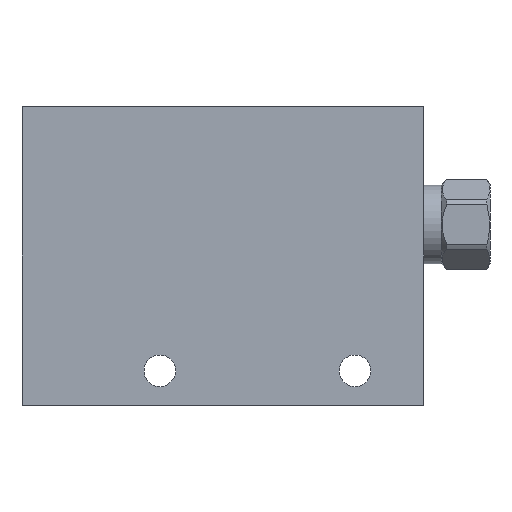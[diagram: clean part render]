
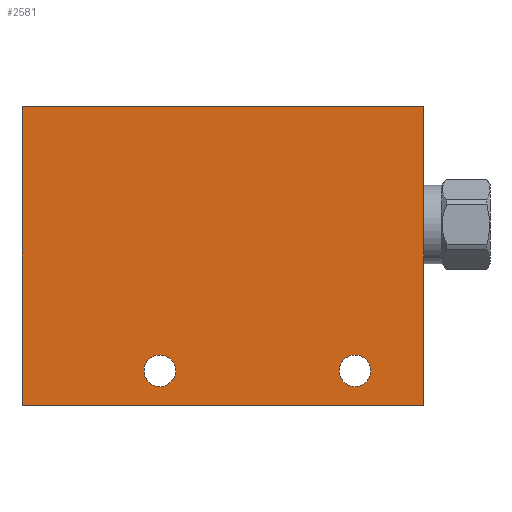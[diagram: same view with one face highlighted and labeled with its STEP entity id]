
A CAD part, front view. The second image highlights one B-rep face of the part: STEP entity #2581.
In plain terms, the highlighted planar face has unit normal (0, -1, 0).
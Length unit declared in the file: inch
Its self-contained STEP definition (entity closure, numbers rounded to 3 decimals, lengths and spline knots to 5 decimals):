
#5=DIRECTION('',(1.,0.,0.));
#6=VECTOR('',#5,4.375);
#7=CARTESIAN_POINT('',(0.,-1.5,0.));
#8=LINE('',#7,#6);
#65=DIRECTION('',(0.,0.,1.));
#66=VECTOR('',#65,3.25);
#67=CARTESIAN_POINT('',(4.375,-1.5,0.));
#68=LINE('',#67,#66);
#89=DIRECTION('',(0.,0.,1.));
#90=VECTOR('',#89,3.25);
#91=CARTESIAN_POINT('',(0.,-1.5,0.));
#92=LINE('',#91,#90);
#93=CARTESIAN_POINT('',(3.625,-1.5,0.375));
#94=DIRECTION('',(0.,-1.,0.));
#95=DIRECTION('',(-1.,0.,0.));
#96=AXIS2_PLACEMENT_3D('',#93,#94,#95);
#98=CARTESIAN_POINT('',(3.625,-1.5,0.375));
#99=DIRECTION('',(0.,-1.,0.));
#100=DIRECTION('',(1.,0.,0.));
#101=AXIS2_PLACEMENT_3D('',#98,#99,#100);
#103=CARTESIAN_POINT('',(1.5,-1.5,0.375));
#104=DIRECTION('',(0.,-1.,0.));
#105=DIRECTION('',(-1.,0.,0.));
#106=AXIS2_PLACEMENT_3D('',#103,#104,#105);
#108=CARTESIAN_POINT('',(1.5,-1.5,0.375));
#109=DIRECTION('',(0.,-1.,0.));
#110=DIRECTION('',(1.,0.,0.));
#111=AXIS2_PLACEMENT_3D('',#108,#109,#110);
#125=DIRECTION('',(1.,0.,0.));
#126=VECTOR('',#125,4.375);
#127=CARTESIAN_POINT('',(0.,-1.5,3.25));
#128=LINE('',#127,#126);
#2163=CARTESIAN_POINT('',(0.,-1.5,0.));
#2165=VERTEX_POINT('',#2163);
#2166=CARTESIAN_POINT('',(4.375,-1.5,0.));
#2167=VERTEX_POINT('',#2166);
#2171=CARTESIAN_POINT('',(0.,-1.5,3.25));
#2173=VERTEX_POINT('',#2171);
#2174=CARTESIAN_POINT('',(4.375,-1.5,3.25));
#2175=VERTEX_POINT('',#2174);
#2358=CARTESIAN_POINT('',(3.453,-1.5,0.375));
#2359=CARTESIAN_POINT('',(3.797,-1.5,0.375));
#2360=VERTEX_POINT('',#2358);
#2361=VERTEX_POINT('',#2359);
#2366=CARTESIAN_POINT('',(1.328,-1.5,0.375));
#2367=CARTESIAN_POINT('',(1.672,-1.5,0.375));
#2368=VERTEX_POINT('',#2366);
#2369=VERTEX_POINT('',#2367);
#2557=CARTESIAN_POINT('',(0.,-1.5,0.));
#2558=DIRECTION('',(0.,-1.,0.));
#2559=DIRECTION('',(1.,0.,0.));
#2560=AXIS2_PLACEMENT_3D('',#2557,#2558,#2559);
#2561=PLANE('',#2560);
#2562=ORIENTED_EDGE('',*,*,#2469,.F.);
#2563=ORIENTED_EDGE('',*,*,#2494,.T.);
#2565=ORIENTED_EDGE('',*,*,#2564,.T.);
#2566=ORIENTED_EDGE('',*,*,#2537,.F.);
#2567=EDGE_LOOP('',(#2562,#2563,#2565,#2566));
#2568=FACE_OUTER_BOUND('',#2567,.F.);
#2570=ORIENTED_EDGE('',*,*,#2569,.T.);
#2572=ORIENTED_EDGE('',*,*,#2571,.T.);
#2573=EDGE_LOOP('',(#2570,#2572));
#2574=FACE_BOUND('',#2573,.F.);
#2576=ORIENTED_EDGE('',*,*,#2575,.T.);
#2578=ORIENTED_EDGE('',*,*,#2577,.T.);
#2579=EDGE_LOOP('',(#2576,#2578));
#2580=FACE_BOUND('',#2579,.F.);
#2581=ADVANCED_FACE('',(#2568,#2574,#2580),#2561,.T.);
#97=CIRCLE('',#96,0.172);
#102=CIRCLE('',#101,0.172);
#107=CIRCLE('',#106,0.172);
#112=CIRCLE('',#111,0.172);
#2469=EDGE_CURVE('',#2165,#2167,#8,.T.);
#2494=EDGE_CURVE('',#2165,#2173,#92,.T.);
#2537=EDGE_CURVE('',#2167,#2175,#68,.T.);
#2564=EDGE_CURVE('',#2173,#2175,#128,.T.);
#2569=EDGE_CURVE('',#2360,#2361,#97,.T.);
#2571=EDGE_CURVE('',#2361,#2360,#102,.T.);
#2575=EDGE_CURVE('',#2368,#2369,#107,.T.);
#2577=EDGE_CURVE('',#2369,#2368,#112,.T.);
